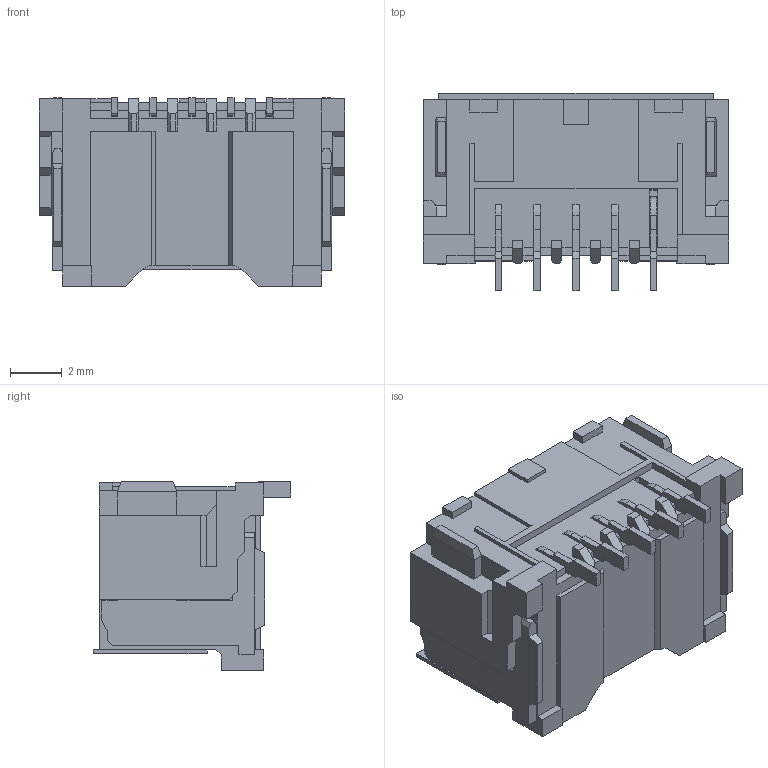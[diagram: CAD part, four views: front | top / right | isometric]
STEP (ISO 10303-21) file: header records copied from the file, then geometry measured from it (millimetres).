
FILE_DESCRIPTION((''),'2;1');
FILE_NAME('5025840560','2019-07-04T',('gga'),(''),'PRO/ENGINEER BY PARAMETRIC TECHNOLOGY CORPORATION, 2016010','PRO/ENGINEER BY PARAMETRIC TECHNOLOGY CORPORATION, 2016010','');
FILE_SCHEMA(('CONFIG_CONTROL_DESIGN'));
Length unit declared in the file: millimetre
Products named in the file (1): 5025840560
Bounding box: 11.8 x 7.63 x 7.3 mm (x, y, z)
Volume: 252.6 mm3; surface area: 794.7 mm2
Topology: 1 solids, 1 shells, 490 faces, 1468 edges, 968 vertices
Faces by surface type: plane 450, cylinder 40
Entity records: 16206 total; most frequent: CARTESIAN_POINT 2943, ORIENTED_EDGE 2880, DIRECTION 2510, EDGE_CURVE 1440, VECTOR 1384, LINE 1384, VERTEX_POINT 940, AXIS2_PLACEMENT_3D 563
